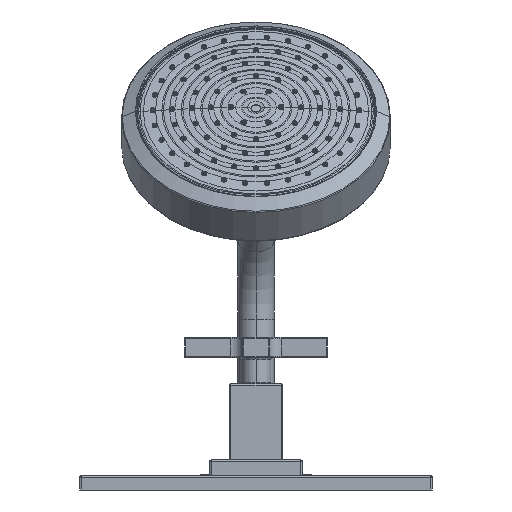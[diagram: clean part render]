
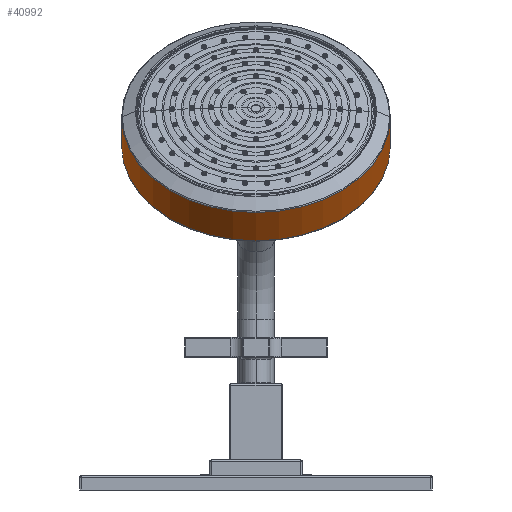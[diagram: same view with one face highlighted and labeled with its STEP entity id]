
A CAD part, front view. The second image highlights one B-rep face of the part: STEP entity #40992.
In plain terms, the highlighted cylindrical face has radius 75.057 mm (diameter 150.114 mm), a partial arc.
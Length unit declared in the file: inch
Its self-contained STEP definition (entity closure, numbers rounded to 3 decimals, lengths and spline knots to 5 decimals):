
#23680=CARTESIAN_POINT('',(0.,8.59819,8.18735));
#23681=DIRECTION('',(0.,-0.707,0.707));
#23682=DIRECTION('',(-1.,0.,0.));
#23683=AXIS2_PLACEMENT_3D('',#23680,#23681,#23682);
#23685=DIRECTION('',(0.,-0.707,0.707));
#23686=VECTOR('',#23685,0.87868);
#23687=CARTESIAN_POINT('',(2.955,9.21951,7.56603));
#23688=LINE('',#23687,#23686);
#23689=CARTESIAN_POINT('',(0.,9.21951,7.56603));
#23690=DIRECTION('',(0.,-0.707,0.707));
#23691=DIRECTION('',(-1.,0.,0.));
#23692=AXIS2_PLACEMENT_3D('',#23689,#23690,#23691);
#23694=DIRECTION('',(0.,-0.707,0.707));
#23695=VECTOR('',#23694,0.87868);
#23696=CARTESIAN_POINT('',(-2.955,9.21951,7.56603));
#23697=LINE('',#23696,#23695);
#30791=CARTESIAN_POINT('',(-2.955,8.59819,8.18735));
#30792=CARTESIAN_POINT('',(2.955,8.59819,8.18735));
#30793=VERTEX_POINT('',#30791);
#30794=VERTEX_POINT('',#30792);
#30803=CARTESIAN_POINT('',(2.955,9.21951,7.56603));
#30804=CARTESIAN_POINT('',(-2.955,9.21951,7.56603));
#30805=VERTEX_POINT('',#30803);
#30806=VERTEX_POINT('',#30804);
#40978=CARTESIAN_POINT('',(0.,8.40248,8.38305));
#40979=DIRECTION('',(0.,0.707,-0.707));
#40980=DIRECTION('',(1.,0.,0.));
#40981=AXIS2_PLACEMENT_3D('',#40978,#40979,#40980);
#40982=CYLINDRICAL_SURFACE('',#40981,2.955);
#40983=ORIENTED_EDGE('',*,*,#40947,.T.);
#40985=ORIENTED_EDGE('',*,*,#40984,.F.);
#40987=ORIENTED_EDGE('',*,*,#40986,.F.);
#40989=ORIENTED_EDGE('',*,*,#40988,.T.);
#40990=EDGE_LOOP('',(#40983,#40985,#40987,#40989));
#40991=FACE_OUTER_BOUND('',#40990,.F.);
#40992=ADVANCED_FACE('',(#40991),#40982,.T.);
#23684=CIRCLE('',#23683,2.955);
#23693=CIRCLE('',#23692,2.955);
#40947=EDGE_CURVE('',#30793,#30794,#23684,.T.);
#40984=EDGE_CURVE('',#30805,#30794,#23688,.T.);
#40986=EDGE_CURVE('',#30806,#30805,#23693,.T.);
#40988=EDGE_CURVE('',#30806,#30793,#23697,.T.);
